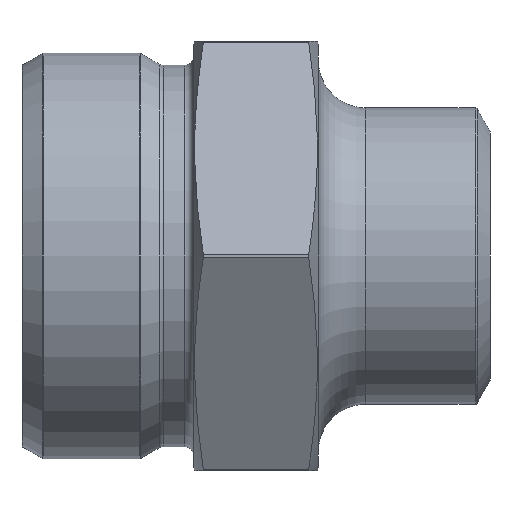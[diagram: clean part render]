
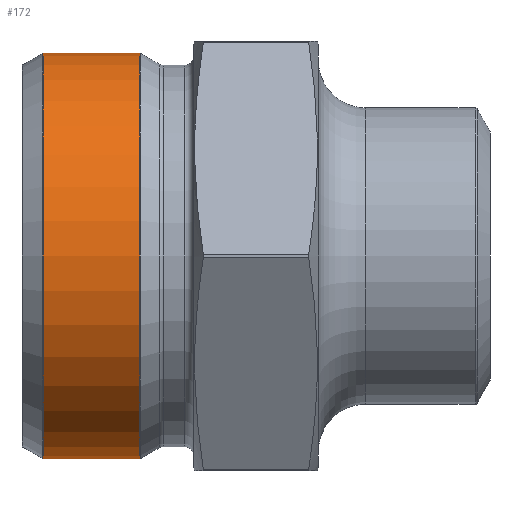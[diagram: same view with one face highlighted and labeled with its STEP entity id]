
A CAD part, front view. The second image highlights one B-rep face of the part: STEP entity #172.
In plain terms, the highlighted cylindrical face has radius 26 mm (diameter 52 mm), a full revolution.
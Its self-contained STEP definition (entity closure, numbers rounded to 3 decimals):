
#121=CYLINDRICAL_SURFACE('',#637,26.);
#172=ADVANCED_FACE('',(#229,#230),#121,.T.);
#229=FACE_BOUND('',#287,.T.);
#230=FACE_BOUND('',#288,.T.);
#287=EDGE_LOOP('',(#391));
#288=EDGE_LOOP('',(#392));
#391=ORIENTED_EDGE('',*,*,#549,.T.);
#392=ORIENTED_EDGE('',*,*,#550,.T.);
#488=VERTEX_POINT('',#983);
#489=VERTEX_POINT('',#985);
#549=EDGE_CURVE('',#488,#488,#586,.T.);
#550=EDGE_CURVE('',#489,#489,#587,.T.);
#586=CIRCLE('',#635,26.);
#587=CIRCLE('',#636,26.);
#635=AXIS2_PLACEMENT_3D('',#982,#754,#755);
#636=AXIS2_PLACEMENT_3D('',#984,#756,#757);
#637=AXIS2_PLACEMENT_3D('',#986,#758,#759);
#754=DIRECTION('',(-1.,0.,0.));
#755=DIRECTION('',(0.,0.,-1.));
#756=DIRECTION('',(1.,0.,0.));
#757=DIRECTION('',(0.,0.,-1.));
#758=DIRECTION('',(-1.,0.,0.));
#759=DIRECTION('',(0.,0.,1.));
#982=CARTESIAN_POINT('',(15.112,0.,0.));
#983=CARTESIAN_POINT('',(15.112,0.,-26.));
#984=CARTESIAN_POINT('',(2.754,0.,0.));
#985=CARTESIAN_POINT('',(2.754,0.,-26.));
#986=CARTESIAN_POINT('',(0.,0.,0.));
